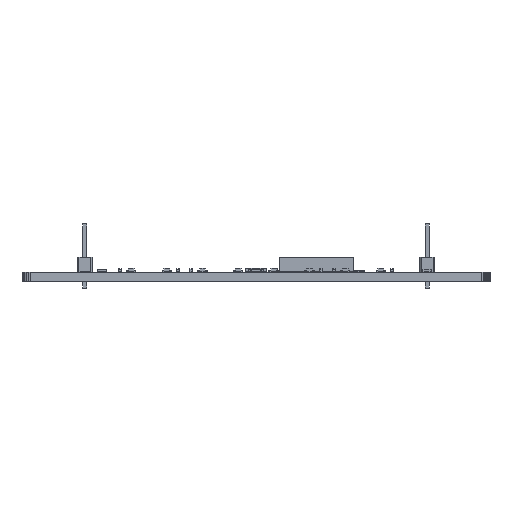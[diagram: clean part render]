
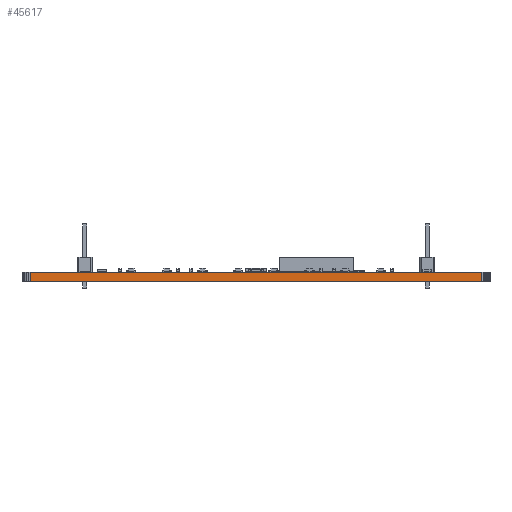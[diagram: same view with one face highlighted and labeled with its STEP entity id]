
A CAD part, front view. The second image highlights one B-rep face of the part: STEP entity #45617.
In plain terms, the highlighted planar face has unit normal (0, -1, 0).
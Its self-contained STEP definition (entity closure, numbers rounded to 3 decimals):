
#18016 = PLANE('',#18017);
#18017 = AXIS2_PLACEMENT_3D('',#18018,#18019,#18020);
#18018 = CARTESIAN_POINT('',(0.001,35.838,1.6));
#18019 = DIRECTION('',(-0.,-0.,-1.));
#18020 = DIRECTION('',(-1.,0.,0.));
#18070 = PLANE('',#18071);
#18071 = AXIS2_PLACEMENT_3D('',#18072,#18073,#18074);
#18072 = CARTESIAN_POINT('',(0.001,35.838,0.));
#18073 = DIRECTION('',(-0.,-0.,-1.));
#18074 = DIRECTION('',(-1.,0.,0.));
#22883 = VERTEX_POINT('',#22884);
#22884 = CARTESIAN_POINT('',(39.5,-4.,0.));
#22898 = PLANE('',#22899);
#22899 = AXIS2_PLACEMENT_3D('',#22900,#22901,#22902);
#22900 = CARTESIAN_POINT('',(39.597,-3.999,0.));
#22901 = DIRECTION('',(0.013,-1.,0.));
#22902 = DIRECTION('',(-1.,-0.013,0.));
#22910 = EDGE_CURVE('',#22883,#22911,#22913,.T.);
#22911 = VERTEX_POINT('',#22912);
#22912 = CARTESIAN_POINT('',(-39.597,-3.999,0.));
#22913 = SURFACE_CURVE('',#22914,(#22918,#22925),.PCURVE_S1.);
#22914 = LINE('',#22915,#22916);
#22915 = CARTESIAN_POINT('',(39.5,-4.,0.));
#22916 = VECTOR('',#22917,1.);
#22917 = DIRECTION('',(-1.,0.,0.));
#22918 = PCURVE('',#18070,#22919);
#22919 = DEFINITIONAL_REPRESENTATION('',(#22920),#22924);
#22920 = LINE('',#22921,#22922);
#22921 = CARTESIAN_POINT('',(-39.499,-39.838));
#22922 = VECTOR('',#22923,1.);
#22923 = DIRECTION('',(1.,0.));
#22924 = ( GEOMETRIC_REPRESENTATION_CONTEXT(2) 
PARAMETRIC_REPRESENTATION_CONTEXT() REPRESENTATION_CONTEXT('2D SPACE',''
  ) );
#22925 = PCURVE('',#22926,#22931);
#22926 = PLANE('',#22927);
#22927 = AXIS2_PLACEMENT_3D('',#22928,#22929,#22930);
#22928 = CARTESIAN_POINT('',(39.5,-4.,0.));
#22929 = DIRECTION('',(0.,-1.,0.));
#22930 = DIRECTION('',(-1.,0.,0.));
#22931 = DEFINITIONAL_REPRESENTATION('',(#22932),#22936);
#22932 = LINE('',#22933,#22934);
#22933 = CARTESIAN_POINT('',(0.,0.));
#22934 = VECTOR('',#22935,1.);
#22935 = DIRECTION('',(1.,0.));
#22936 = ( GEOMETRIC_REPRESENTATION_CONTEXT(2) 
PARAMETRIC_REPRESENTATION_CONTEXT() REPRESENTATION_CONTEXT('2D SPACE',''
  ) );
#22954 = PLANE('',#22955);
#22955 = AXIS2_PLACEMENT_3D('',#22956,#22957,#22958);
#22956 = CARTESIAN_POINT('',(-39.597,-3.999,0.));
#22957 = DIRECTION('',(-0.06,-0.998,0.));
#22958 = DIRECTION('',(-0.998,0.06,0.));
#32603 = VERTEX_POINT('',#32604);
#32604 = CARTESIAN_POINT('',(39.5,-4.,1.6));
#32625 = EDGE_CURVE('',#32603,#32626,#32628,.T.);
#32626 = VERTEX_POINT('',#32627);
#32627 = CARTESIAN_POINT('',(-39.597,-3.999,1.6));
#32628 = SURFACE_CURVE('',#32629,(#32633,#32640),.PCURVE_S1.);
#32629 = LINE('',#32630,#32631);
#32630 = CARTESIAN_POINT('',(39.5,-4.,1.6));
#32631 = VECTOR('',#32632,1.);
#32632 = DIRECTION('',(-1.,0.,0.));
#32633 = PCURVE('',#18016,#32634);
#32634 = DEFINITIONAL_REPRESENTATION('',(#32635),#32639);
#32635 = LINE('',#32636,#32637);
#32636 = CARTESIAN_POINT('',(-39.499,-39.838));
#32637 = VECTOR('',#32638,1.);
#32638 = DIRECTION('',(1.,0.));
#32639 = ( GEOMETRIC_REPRESENTATION_CONTEXT(2) 
PARAMETRIC_REPRESENTATION_CONTEXT() REPRESENTATION_CONTEXT('2D SPACE',''
  ) );
#32640 = PCURVE('',#22926,#32641);
#32641 = DEFINITIONAL_REPRESENTATION('',(#32642),#32646);
#32642 = LINE('',#32643,#32644);
#32643 = CARTESIAN_POINT('',(0.,-1.6));
#32644 = VECTOR('',#32645,1.);
#32645 = DIRECTION('',(1.,0.));
#32646 = ( GEOMETRIC_REPRESENTATION_CONTEXT(2) 
PARAMETRIC_REPRESENTATION_CONTEXT() REPRESENTATION_CONTEXT('2D SPACE',''
  ) );
#45567 = EDGE_CURVE('',#22911,#32626,#45568,.T.);
#45568 = SURFACE_CURVE('',#45569,(#45573,#45580),.PCURVE_S1.);
#45569 = LINE('',#45570,#45571);
#45570 = CARTESIAN_POINT('',(-39.597,-3.999,0.));
#45571 = VECTOR('',#45572,1.);
#45572 = DIRECTION('',(0.,0.,1.));
#45573 = PCURVE('',#22954,#45574);
#45574 = DEFINITIONAL_REPRESENTATION('',(#45575),#45579);
#45575 = LINE('',#45576,#45577);
#45576 = CARTESIAN_POINT('',(0.,0.));
#45577 = VECTOR('',#45578,1.);
#45578 = DIRECTION('',(0.,-1.));
#45579 = ( GEOMETRIC_REPRESENTATION_CONTEXT(2) 
PARAMETRIC_REPRESENTATION_CONTEXT() REPRESENTATION_CONTEXT('2D SPACE',''
  ) );
#45580 = PCURVE('',#22926,#45581);
#45581 = DEFINITIONAL_REPRESENTATION('',(#45582),#45586);
#45582 = LINE('',#45583,#45584);
#45583 = CARTESIAN_POINT('',(79.097,0.));
#45584 = VECTOR('',#45585,1.);
#45585 = DIRECTION('',(0.,-1.));
#45586 = ( GEOMETRIC_REPRESENTATION_CONTEXT(2) 
PARAMETRIC_REPRESENTATION_CONTEXT() REPRESENTATION_CONTEXT('2D SPACE',''
  ) );
#45617 = ADVANCED_FACE('',(#45618),#22926,.T.);
#45618 = FACE_BOUND('',#45619,.T.);
#45619 = EDGE_LOOP('',(#45620,#45641,#45642,#45643));
#45620 = ORIENTED_EDGE('',*,*,#45621,.T.);
#45621 = EDGE_CURVE('',#22883,#32603,#45622,.T.);
#45622 = SURFACE_CURVE('',#45623,(#45627,#45634),.PCURVE_S1.);
#45623 = LINE('',#45624,#45625);
#45624 = CARTESIAN_POINT('',(39.5,-4.,0.));
#45625 = VECTOR('',#45626,1.);
#45626 = DIRECTION('',(0.,0.,1.));
#45627 = PCURVE('',#22926,#45628);
#45628 = DEFINITIONAL_REPRESENTATION('',(#45629),#45633);
#45629 = LINE('',#45630,#45631);
#45630 = CARTESIAN_POINT('',(0.,0.));
#45631 = VECTOR('',#45632,1.);
#45632 = DIRECTION('',(0.,-1.));
#45633 = ( GEOMETRIC_REPRESENTATION_CONTEXT(2) 
PARAMETRIC_REPRESENTATION_CONTEXT() REPRESENTATION_CONTEXT('2D SPACE',''
  ) );
#45634 = PCURVE('',#22898,#45635);
#45635 = DEFINITIONAL_REPRESENTATION('',(#45636),#45640);
#45636 = LINE('',#45637,#45638);
#45637 = CARTESIAN_POINT('',(0.097,0.));
#45638 = VECTOR('',#45639,1.);
#45639 = DIRECTION('',(0.,-1.));
#45640 = ( GEOMETRIC_REPRESENTATION_CONTEXT(2) 
PARAMETRIC_REPRESENTATION_CONTEXT() REPRESENTATION_CONTEXT('2D SPACE',''
  ) );
#45641 = ORIENTED_EDGE('',*,*,#32625,.T.);
#45642 = ORIENTED_EDGE('',*,*,#45567,.F.);
#45643 = ORIENTED_EDGE('',*,*,#22910,.F.);
